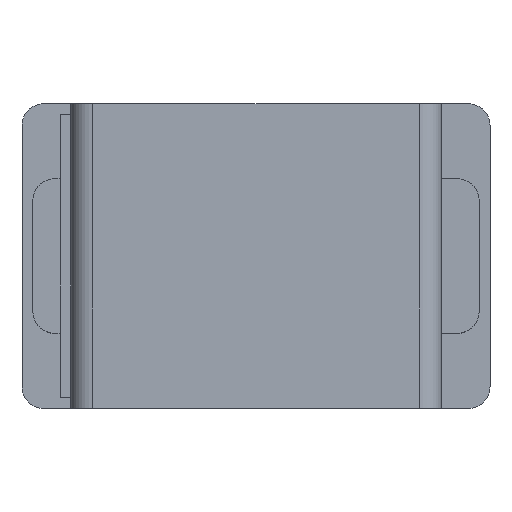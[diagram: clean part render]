
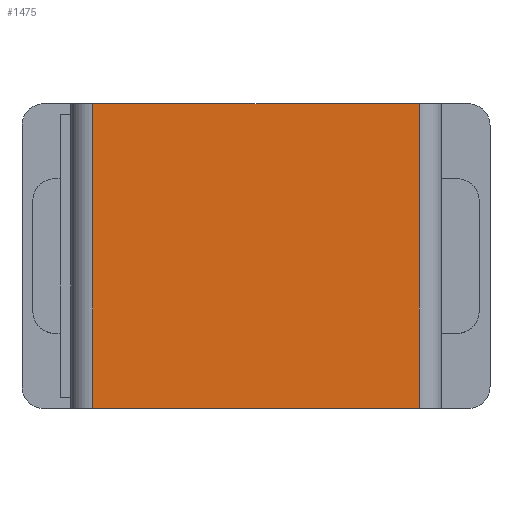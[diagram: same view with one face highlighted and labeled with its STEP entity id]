
A CAD part, top view. The second image highlights one B-rep face of the part: STEP entity #1475.
In plain terms, the highlighted planar face has unit normal (0, 0, 1).
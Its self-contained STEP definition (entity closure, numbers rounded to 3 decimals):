
#830 = CYLINDRICAL_SURFACE('',#831,1.);
#831 = AXIS2_PLACEMENT_3D('',#832,#833,#834);
#832 = CARTESIAN_POINT('',(3.25,0.,5.7));
#833 = DIRECTION('',(0.,1.,0.));
#834 = DIRECTION('',(-1.,0.,0.));
#858 = PLANE('',#859);
#859 = AXIS2_PLACEMENT_3D('',#860,#861,#862);
#860 = CARTESIAN_POINT('',(2.25,0.,0.5));
#861 = DIRECTION('',(0.,1.,0.));
#862 = DIRECTION('',(0.,0.,1.));
#914 = PLANE('',#915);
#915 = AXIS2_PLACEMENT_3D('',#916,#917,#918);
#916 = CARTESIAN_POINT('',(2.25,14.,0.5));
#917 = DIRECTION('',(0.,1.,0.));
#918 = DIRECTION('',(0.,0.,1.));
#1042 = VERTEX_POINT('',#1043);
#1043 = CARTESIAN_POINT('',(3.25,0.,6.7));
#1065 = EDGE_CURVE('',#1042,#1066,#1068,.T.);
#1066 = VERTEX_POINT('',#1067);
#1067 = CARTESIAN_POINT('',(3.25,14.,6.7));
#1068 = SURFACE_CURVE('',#1069,(#1073,#1080),.PCURVE_S1.);
#1069 = LINE('',#1070,#1071);
#1070 = CARTESIAN_POINT('',(3.25,0.,6.7));
#1071 = VECTOR('',#1072,1.);
#1072 = DIRECTION('',(0.,1.,0.));
#1073 = PCURVE('',#830,#1074);
#1074 = DEFINITIONAL_REPRESENTATION('',(#1075),#1079);
#1075 = LINE('',#1076,#1077);
#1076 = CARTESIAN_POINT('',(1.571,0.));
#1077 = VECTOR('',#1078,1.);
#1078 = DIRECTION('',(0.,1.));
#1079 = ( GEOMETRIC_REPRESENTATION_CONTEXT(2) 
PARAMETRIC_REPRESENTATION_CONTEXT() REPRESENTATION_CONTEXT('2D SPACE',''
  ) );
#1080 = PCURVE('',#1081,#1086);
#1081 = PLANE('',#1082);
#1082 = AXIS2_PLACEMENT_3D('',#1083,#1084,#1085);
#1083 = CARTESIAN_POINT('',(2.25,0.,6.7));
#1084 = DIRECTION('',(0.,0.,1.));
#1085 = DIRECTION('',(1.,0.,0.));
#1086 = DEFINITIONAL_REPRESENTATION('',(#1087),#1091);
#1087 = LINE('',#1088,#1089);
#1088 = CARTESIAN_POINT('',(1.,0.));
#1089 = VECTOR('',#1090,1.);
#1090 = DIRECTION('',(0.,1.));
#1091 = ( GEOMETRIC_REPRESENTATION_CONTEXT(2) 
PARAMETRIC_REPRESENTATION_CONTEXT() REPRESENTATION_CONTEXT('2D SPACE',''
  ) );
#1179 = EDGE_CURVE('',#1066,#1180,#1182,.T.);
#1180 = VERTEX_POINT('',#1181);
#1181 = CARTESIAN_POINT('',(18.25,14.,6.7));
#1182 = SURFACE_CURVE('',#1183,(#1187,#1194),.PCURVE_S1.);
#1183 = LINE('',#1184,#1185);
#1184 = CARTESIAN_POINT('',(2.25,14.,6.7));
#1185 = VECTOR('',#1186,1.);
#1186 = DIRECTION('',(1.,0.,0.));
#1187 = PCURVE('',#914,#1188);
#1188 = DEFINITIONAL_REPRESENTATION('',(#1189),#1193);
#1189 = LINE('',#1190,#1191);
#1190 = CARTESIAN_POINT('',(6.2,0.));
#1191 = VECTOR('',#1192,1.);
#1192 = DIRECTION('',(0.,1.));
#1193 = ( GEOMETRIC_REPRESENTATION_CONTEXT(2) 
PARAMETRIC_REPRESENTATION_CONTEXT() REPRESENTATION_CONTEXT('2D SPACE',''
  ) );
#1194 = PCURVE('',#1081,#1195);
#1195 = DEFINITIONAL_REPRESENTATION('',(#1196),#1200);
#1196 = LINE('',#1197,#1198);
#1197 = CARTESIAN_POINT('',(0.,14.));
#1198 = VECTOR('',#1199,1.);
#1199 = DIRECTION('',(1.,0.));
#1200 = ( GEOMETRIC_REPRESENTATION_CONTEXT(2) 
PARAMETRIC_REPRESENTATION_CONTEXT() REPRESENTATION_CONTEXT('2D SPACE',''
  ) );
#1221 = CYLINDRICAL_SURFACE('',#1222,1.);
#1222 = AXIS2_PLACEMENT_3D('',#1223,#1224,#1225);
#1223 = CARTESIAN_POINT('',(18.25,0.,5.7));
#1224 = DIRECTION('',(0.,1.,0.));
#1225 = DIRECTION('',(1.,0.,0.));
#1427 = EDGE_CURVE('',#1042,#1428,#1430,.T.);
#1428 = VERTEX_POINT('',#1429);
#1429 = CARTESIAN_POINT('',(18.25,0.,6.7));
#1430 = SURFACE_CURVE('',#1431,(#1435,#1442),.PCURVE_S1.);
#1431 = LINE('',#1432,#1433);
#1432 = CARTESIAN_POINT('',(2.25,0.,6.7));
#1433 = VECTOR('',#1434,1.);
#1434 = DIRECTION('',(1.,0.,0.));
#1435 = PCURVE('',#858,#1436);
#1436 = DEFINITIONAL_REPRESENTATION('',(#1437),#1441);
#1437 = LINE('',#1438,#1439);
#1438 = CARTESIAN_POINT('',(6.2,0.));
#1439 = VECTOR('',#1440,1.);
#1440 = DIRECTION('',(0.,1.));
#1441 = ( GEOMETRIC_REPRESENTATION_CONTEXT(2) 
PARAMETRIC_REPRESENTATION_CONTEXT() REPRESENTATION_CONTEXT('2D SPACE',''
  ) );
#1442 = PCURVE('',#1081,#1443);
#1443 = DEFINITIONAL_REPRESENTATION('',(#1444),#1448);
#1444 = LINE('',#1445,#1446);
#1445 = CARTESIAN_POINT('',(0.,0.));
#1446 = VECTOR('',#1447,1.);
#1447 = DIRECTION('',(1.,0.));
#1448 = ( GEOMETRIC_REPRESENTATION_CONTEXT(2) 
PARAMETRIC_REPRESENTATION_CONTEXT() REPRESENTATION_CONTEXT('2D SPACE',''
  ) );
#1475 = ADVANCED_FACE('',(#1476),#1081,.T.);
#1476 = FACE_BOUND('',#1477,.T.);
#1477 = EDGE_LOOP('',(#1478,#1479,#1480,#1481));
#1478 = ORIENTED_EDGE('',*,*,#1179,.F.);
#1479 = ORIENTED_EDGE('',*,*,#1065,.F.);
#1480 = ORIENTED_EDGE('',*,*,#1427,.T.);
#1481 = ORIENTED_EDGE('',*,*,#1482,.T.);
#1482 = EDGE_CURVE('',#1428,#1180,#1483,.T.);
#1483 = SURFACE_CURVE('',#1484,(#1488,#1495),.PCURVE_S1.);
#1484 = LINE('',#1485,#1486);
#1485 = CARTESIAN_POINT('',(18.25,0.,6.7));
#1486 = VECTOR('',#1487,1.);
#1487 = DIRECTION('',(0.,1.,0.));
#1488 = PCURVE('',#1081,#1489);
#1489 = DEFINITIONAL_REPRESENTATION('',(#1490),#1494);
#1490 = LINE('',#1491,#1492);
#1491 = CARTESIAN_POINT('',(16.,0.));
#1492 = VECTOR('',#1493,1.);
#1493 = DIRECTION('',(0.,1.));
#1494 = ( GEOMETRIC_REPRESENTATION_CONTEXT(2) 
PARAMETRIC_REPRESENTATION_CONTEXT() REPRESENTATION_CONTEXT('2D SPACE',''
  ) );
#1495 = PCURVE('',#1221,#1496);
#1496 = DEFINITIONAL_REPRESENTATION('',(#1497),#1501);
#1497 = LINE('',#1498,#1499);
#1498 = CARTESIAN_POINT('',(-1.571,0.));
#1499 = VECTOR('',#1500,1.);
#1500 = DIRECTION('',(-0.,1.));
#1501 = ( GEOMETRIC_REPRESENTATION_CONTEXT(2) 
PARAMETRIC_REPRESENTATION_CONTEXT() REPRESENTATION_CONTEXT('2D SPACE',''
  ) );
